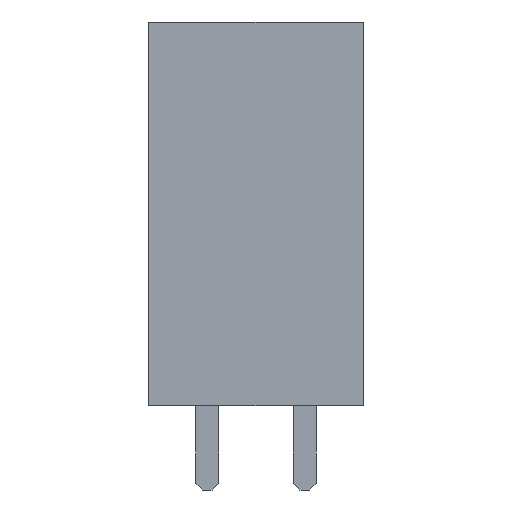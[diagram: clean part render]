
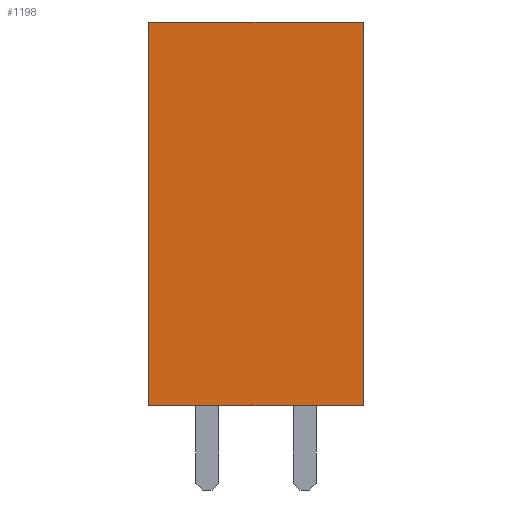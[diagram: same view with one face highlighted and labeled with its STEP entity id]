
A CAD part, front view. The second image highlights one B-rep face of the part: STEP entity #1198.
In plain terms, the highlighted planar face has unit normal (0, -1, 0).
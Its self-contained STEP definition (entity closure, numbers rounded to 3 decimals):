
#3 = ORIENTED_EDGE ( 'NONE', *, *, #606, .F. ) ;
#9 = CARTESIAN_POINT ( 'NONE',  ( 4.06, -1.27, 0. ) ) ;
#75 = CARTESIAN_POINT ( 'NONE',  ( 1.52, -1.27, 0. ) ) ;
#80 = VERTEX_POINT ( 'NONE', #523 ) ;
#145 = LINE ( 'NONE', #75, #247 ) ;
#147 = VERTEX_POINT ( 'NONE', #234 ) ;
#234 = CARTESIAN_POINT ( 'NONE',  ( -1.52, -1.27, 10. ) ) ;
#247 = VECTOR ( 'NONE', #592, 1000. ) ;
#291 = EDGE_LOOP ( 'NONE', ( #849, #1140, #1171, #3 ) ) ;
#359 = PLANE ( 'NONE',  #461 ) ;
#391 = LINE ( 'NONE', #705, #1189 ) ;
#442 = FACE_OUTER_BOUND ( 'NONE', #291, .T. ) ;
#461 = AXIS2_PLACEMENT_3D ( 'NONE', #954, #558, #852 ) ;
#523 = CARTESIAN_POINT ( 'NONE',  ( -1.52, -1.27, 0. ) ) ;
#532 = VECTOR ( 'NONE', #1009, 1000. ) ;
#558 = DIRECTION ( 'NONE',  ( 0., 1., 0. ) ) ;
#592 = DIRECTION ( 'NONE',  ( -1., 0., 0. ) ) ;
#606 = EDGE_CURVE ( 'NONE', #1103, #894, #1060, .T. ) ;
#611 = DIRECTION ( 'NONE',  ( 0., 0., -1. ) ) ;
#624 = VECTOR ( 'NONE', #1297, 1000. ) ;
#705 = CARTESIAN_POINT ( 'NONE',  ( -1.52, -1.27, 0. ) ) ;
#849 = ORIENTED_EDGE ( 'NONE', *, *, #1142, .T. ) ;
#852 = DIRECTION ( 'NONE',  ( 0., 0., 1. ) ) ;
#893 = LINE ( 'NONE', #909, #624 ) ;
#894 = VERTEX_POINT ( 'NONE', #1165 ) ;
#909 = CARTESIAN_POINT ( 'NONE',  ( 1.52, -1.27, 10. ) ) ;
#952 = EDGE_CURVE ( 'NONE', #894, #80, #145, .T. ) ;
#954 = CARTESIAN_POINT ( 'NONE',  ( 1.52, -1.27, 0. ) ) ;
#1009 = DIRECTION ( 'NONE',  ( 0., 0., -1. ) ) ;
#1060 = LINE ( 'NONE', #9, #532 ) ;
#1103 = VERTEX_POINT ( 'NONE', #1213 ) ;
#1106 = EDGE_CURVE ( 'NONE', #147, #80, #391, .T. ) ;
#1140 = ORIENTED_EDGE ( 'NONE', *, *, #1106, .T. ) ;
#1142 = EDGE_CURVE ( 'NONE', #1103, #147, #893, .T. ) ;
#1165 = CARTESIAN_POINT ( 'NONE',  ( 4.06, -1.27, 0. ) ) ;
#1171 = ORIENTED_EDGE ( 'NONE', *, *, #952, .F. ) ;
#1189 = VECTOR ( 'NONE', #611, 1000. ) ;
#1198 = ADVANCED_FACE ( 'NONE', ( #442 ), #359, .F. ) ;
#1213 = CARTESIAN_POINT ( 'NONE',  ( 4.06, -1.27, 10. ) ) ;
#1297 = DIRECTION ( 'NONE',  ( -1., 0., 0. ) ) ;
